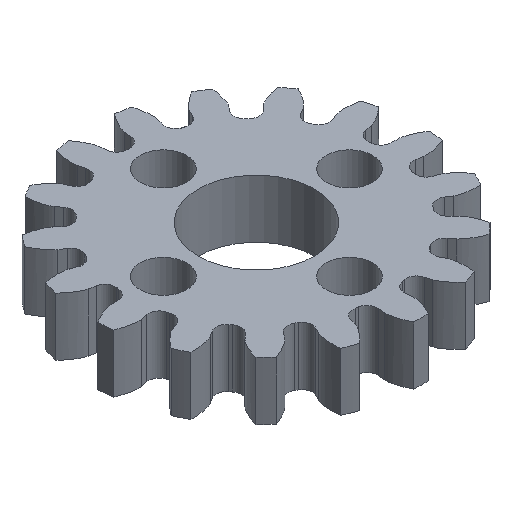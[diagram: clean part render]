
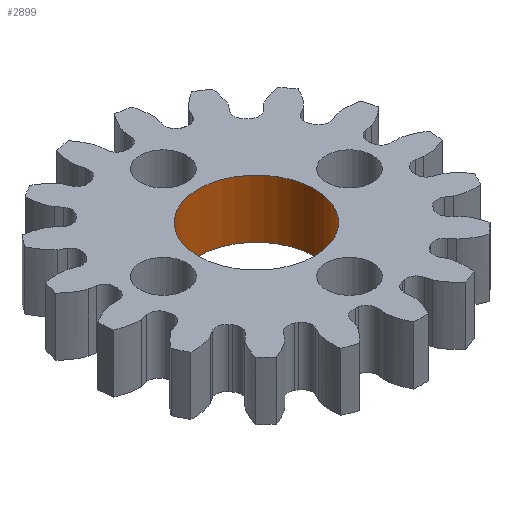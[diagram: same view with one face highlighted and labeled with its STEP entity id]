
A CAD part, isometric view. The second image highlights one B-rep face of the part: STEP entity #2899.
In plain terms, the highlighted cylindrical face has radius 5 mm (diameter 10 mm), a full revolution.
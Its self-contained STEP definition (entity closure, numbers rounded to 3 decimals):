
#136=CYLINDRICAL_SURFACE('',#3185,5.);
#300=FACE_OUTER_BOUND('',#460,.T.);
#460=EDGE_LOOP('',(#2562,#2563,#2564,#2565));
#539=CIRCLE('',#2991,5.);
#620=CIRCLE('',#3186,5.);
#833=LINE('',#14933,#1046);
#1046=VECTOR('',#3946,5.);
#1255=VERTEX_POINT('',#6761);
#1404=VERTEX_POINT('',#14932);
#1545=EDGE_CURVE('',#1255,#1255,#539,.T.);
#1837=EDGE_CURVE('',#1255,#1404,#833,.T.);
#1838=EDGE_CURVE('',#1404,#1404,#620,.T.);
#2562=ORIENTED_EDGE('',*,*,#1545,.T.);
#2563=ORIENTED_EDGE('',*,*,#1837,.T.);
#2564=ORIENTED_EDGE('',*,*,#1838,.F.);
#2565=ORIENTED_EDGE('',*,*,#1837,.F.);
#2899=ADVANCED_FACE('',(#300),#136,.F.);
#2991=AXIS2_PLACEMENT_3D('',#6762,#3379,#3380);
#3185=AXIS2_PLACEMENT_3D('',#14931,#3944,#3945);
#3186=AXIS2_PLACEMENT_3D('',#14934,#3947,#3948);
#3379=DIRECTION('center_axis',(0.,0.,1.));
#3380=DIRECTION('ref_axis',(-1.,0.,0.));
#3944=DIRECTION('center_axis',(0.,0.,-1.));
#3945=DIRECTION('ref_axis',(-1.,0.,0.));
#3946=DIRECTION('',(0.,0.,-1.));
#3947=DIRECTION('center_axis',(0.,0.,1.));
#3948=DIRECTION('ref_axis',(-1.,0.,0.));
#6761=CARTESIAN_POINT('',(5.,0.,5.));
#6762=CARTESIAN_POINT('Origin',(0.,0.,5.));
#14931=CARTESIAN_POINT('Origin',(0.,0.,5.));
#14932=CARTESIAN_POINT('',(5.,0.,0.));
#14933=CARTESIAN_POINT('',(5.,0.,5.));
#14934=CARTESIAN_POINT('Origin',(0.,0.,0.));
